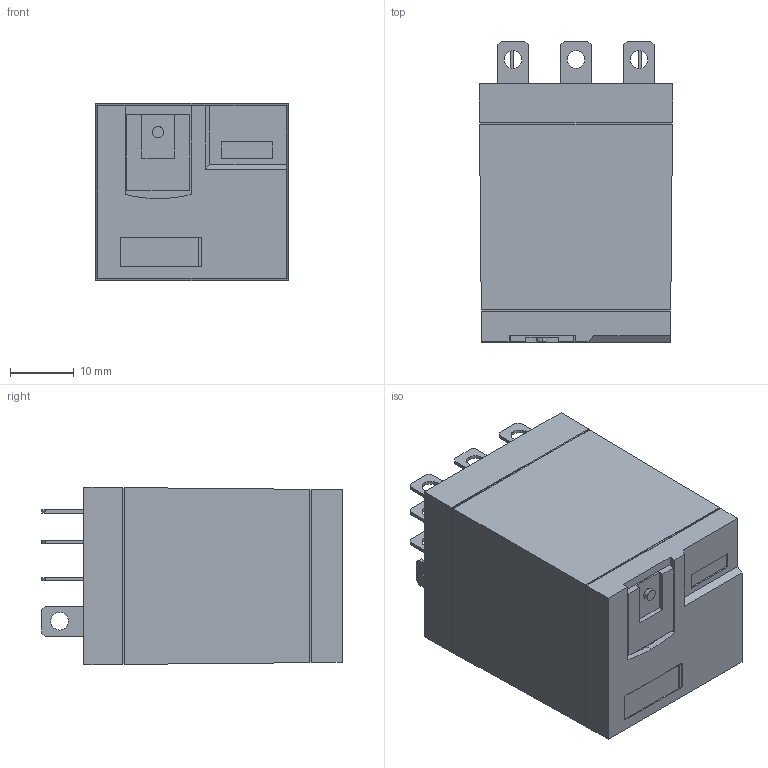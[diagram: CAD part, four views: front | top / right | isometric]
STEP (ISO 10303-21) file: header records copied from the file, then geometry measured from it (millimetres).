
FILE_DESCRIPTION(('STEP AP242'),'1');
FILE_NAME('rpm31b7.stp','2021-02-27T21:45:08',('TraceParts'),('TraceParts S.A.'),'Spatial InterOp 3D',' ',' ');
FILE_SCHEMA(('AP242_MANAGED_MODEL_BASED_3D_ENGINEERING_MIM_LF {1 0 10303 442 1 1 4}'));
Length unit declared in the file: millimetre
Products named in the file (1): rpm31b7
Bounding box: 30.48 x 47.24 x 27.94 mm (x, y, z)
Volume: 33658.7 mm3; surface area: 7128.8 mm2
Topology: 1 solids, 1 shells, 157 faces, 408 edges, 272 vertices
Faces by surface type: plane 131, cylinder 26
Entity records: 6078 total; most frequent: CARTESIAN_POINT 838, ORIENTED_EDGE 816, DIRECTION 776, EDGE_CURVE 408, LINE 356, VECTOR 356, VERTEX_POINT 272, AXIS2_PLACEMENT_3D 210
